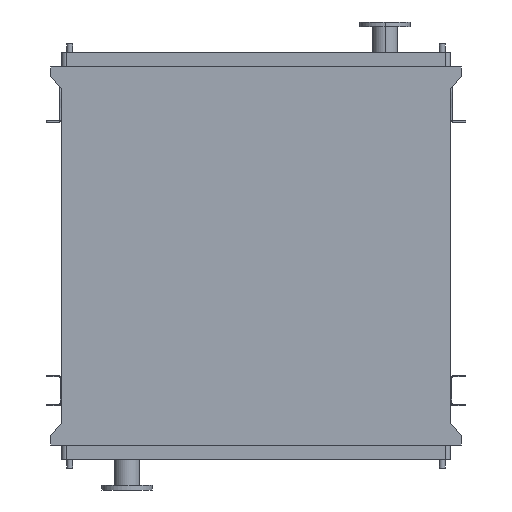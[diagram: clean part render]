
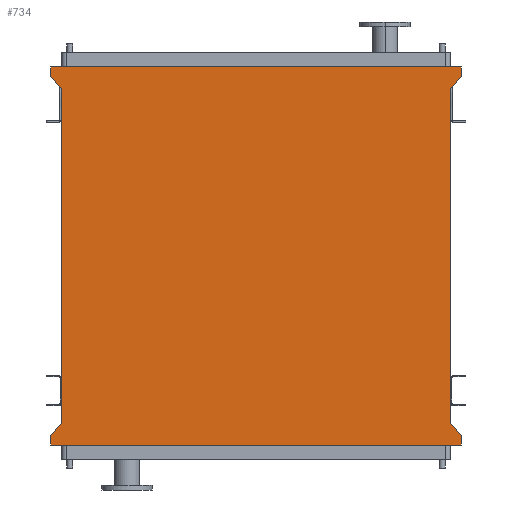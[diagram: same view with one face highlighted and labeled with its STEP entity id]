
A CAD part, front view. The second image highlights one B-rep face of the part: STEP entity #734.
In plain terms, the highlighted planar face has unit normal (0, -1, 0).
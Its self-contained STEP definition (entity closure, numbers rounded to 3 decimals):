
#20 = VERTEX_POINT ( 'NONE', #12914 ) ;
#181 = ORIENTED_EDGE ( 'NONE', *, *, #3651, .F. ) ;
#219 = VECTOR ( 'NONE', #4732, 1000. ) ;
#245 = EDGE_CURVE ( 'NONE', #9735, #2716, #3505, .T. ) ;
#442 = EDGE_CURVE ( 'NONE', #6184, #6411, #8267, .T. ) ;
#610 = VERTEX_POINT ( 'NONE', #2466 ) ;
#734 = ADVANCED_FACE ( 'NONE', ( #1384 ), #4561, .T. ) ;
#759 = VECTOR ( 'NONE', #8463, 1000. ) ;
#786 = VECTOR ( 'NONE', #5311, 1000. ) ;
#865 = CARTESIAN_POINT ( 'NONE',  ( 891., 0., -1503. ) ) ;
#1287 = CARTESIAN_POINT ( 'NONE',  ( 891., 0., 53. ) ) ;
#1384 = FACE_OUTER_BOUND ( 'NONE', #9179, .T. ) ;
#2119 = CARTESIAN_POINT ( 'NONE',  ( -845., 0., -1450. ) ) ;
#2131 = VECTOR ( 'NONE', #6487, 1000. ) ;
#2343 = LINE ( 'NONE', #5585, #219 ) ;
#2369 = CARTESIAN_POINT ( 'NONE',  ( 845., 0., -1450. ) ) ;
#2466 = CARTESIAN_POINT ( 'NONE',  ( -891., 0., 53. ) ) ;
#2637 = ORIENTED_EDGE ( 'NONE', *, *, #5262, .F. ) ;
#2716 = VERTEX_POINT ( 'NONE', #11616 ) ;
#3303 = VECTOR ( 'NONE', #3581, 1000. ) ;
#3316 = EDGE_CURVE ( 'NONE', #11546, #20, #2343, .T. ) ;
#3482 = LINE ( 'NONE', #6462, #8220 ) ;
#3505 = LINE ( 'NONE', #7861, #12746 ) ;
#3581 = DIRECTION ( 'NONE',  ( 1., 0., 0. ) ) ;
#3651 = EDGE_CURVE ( 'NONE', #5776, #9083, #3482, .T. ) ;
#3656 = DIRECTION ( 'NONE',  ( 0., 0., 1. ) ) ;
#3783 = VECTOR ( 'NONE', #13529, 1000. ) ;
#4187 = CARTESIAN_POINT ( 'NONE',  ( 891., 0., -1545. ) ) ;
#4214 = LINE ( 'NONE', #11637, #5388 ) ;
#4314 = VECTOR ( 'NONE', #6072, 1000. ) ;
#4495 = ORIENTED_EDGE ( 'NONE', *, *, #3316, .F. ) ;
#4561 = PLANE ( 'NONE',  #4744 ) ;
#4732 = DIRECTION ( 'NONE',  ( 0., 0., 1. ) ) ;
#4744 = AXIS2_PLACEMENT_3D ( 'NONE', #9035, #13330, #5764 ) ;
#5262 = EDGE_CURVE ( 'NONE', #10987, #5776, #11537, .T. ) ;
#5311 = DIRECTION ( 'NONE',  ( 0.655, 0., 0.755 ) ) ;
#5366 = ORIENTED_EDGE ( 'NONE', *, *, #6683, .F. ) ;
#5388 = VECTOR ( 'NONE', #9490, 1000. ) ;
#5585 = CARTESIAN_POINT ( 'NONE',  ( -845., 0., -1450. ) ) ;
#5764 = DIRECTION ( 'NONE',  ( 0., 0., -1. ) ) ;
#5776 = VERTEX_POINT ( 'NONE', #13878 ) ;
#5810 = ORIENTED_EDGE ( 'NONE', *, *, #8824, .F. ) ;
#5849 = CARTESIAN_POINT ( 'NONE',  ( 891., 0., 53. ) ) ;
#6072 = DIRECTION ( 'NONE',  ( 0., 0., -1. ) ) ;
#6184 = VERTEX_POINT ( 'NONE', #9556 ) ;
#6203 = EDGE_CURVE ( 'NONE', #20, #610, #4214, .T. ) ;
#6411 = VERTEX_POINT ( 'NONE', #5849 ) ;
#6462 = CARTESIAN_POINT ( 'NONE',  ( -891., 0., -1545. ) ) ;
#6487 = DIRECTION ( 'NONE',  ( 0., 0., 1. ) ) ;
#6559 = CARTESIAN_POINT ( 'NONE',  ( -891., 0., -1503. ) ) ;
#6683 = EDGE_CURVE ( 'NONE', #9735, #10987, #7032, .T. ) ;
#6690 = CARTESIAN_POINT ( 'NONE',  ( -891., 0., 95. ) ) ;
#7022 = EDGE_CURVE ( 'NONE', #6411, #2716, #8864, .T. ) ;
#7032 = LINE ( 'NONE', #12245, #3783 ) ;
#7512 = ORIENTED_EDGE ( 'NONE', *, *, #245, .T. ) ;
#7663 = ORIENTED_EDGE ( 'NONE', *, *, #442, .F. ) ;
#7861 = CARTESIAN_POINT ( 'NONE',  ( 845., 0., -1450. ) ) ;
#8136 = CARTESIAN_POINT ( 'NONE',  ( -891., 0., 53. ) ) ;
#8220 = VECTOR ( 'NONE', #8730, 1000. ) ;
#8267 = LINE ( 'NONE', #12855, #4314 ) ;
#8463 = DIRECTION ( 'NONE',  ( 0., 0., -1. ) ) ;
#8730 = DIRECTION ( 'NONE',  ( -1., 0., 0. ) ) ;
#8824 = EDGE_CURVE ( 'NONE', #10254, #11546, #9422, .T. ) ;
#8864 = LINE ( 'NONE', #1287, #12216 ) ;
#8918 = LINE ( 'NONE', #12294, #3303 ) ;
#8959 = VECTOR ( 'NONE', #11479, 1000. ) ;
#9035 = CARTESIAN_POINT ( 'NONE',  ( -845., 0., -1450. ) ) ;
#9083 = VERTEX_POINT ( 'NONE', #13861 ) ;
#9179 = EDGE_LOOP ( 'NONE', ( #7512, #12870, #7663, #10821, #9264, #10462, #4495, #5810, #13769, #181, #2637, #5366 ) ) ;
#9236 = VERTEX_POINT ( 'NONE', #6690 ) ;
#9240 = EDGE_CURVE ( 'NONE', #9083, #10254, #9822, .T. ) ;
#9264 = ORIENTED_EDGE ( 'NONE', *, *, #10250, .F. ) ;
#9277 = LINE ( 'NONE', #8136, #8959 ) ;
#9422 = LINE ( 'NONE', #9498, #786 ) ;
#9490 = DIRECTION ( 'NONE',  ( -0.655, 0., 0.755 ) ) ;
#9498 = CARTESIAN_POINT ( 'NONE',  ( -845., 0., -1450. ) ) ;
#9556 = CARTESIAN_POINT ( 'NONE',  ( 891., 0., 95. ) ) ;
#9735 = VERTEX_POINT ( 'NONE', #2369 ) ;
#9822 = LINE ( 'NONE', #6559, #2131 ) ;
#9854 = DIRECTION ( 'NONE',  ( -0.655, 0., -0.755 ) ) ;
#10250 = EDGE_CURVE ( 'NONE', #610, #9236, #9277, .T. ) ;
#10254 = VERTEX_POINT ( 'NONE', #12287 ) ;
#10462 = ORIENTED_EDGE ( 'NONE', *, *, #6203, .F. ) ;
#10821 = ORIENTED_EDGE ( 'NONE', *, *, #11309, .F. ) ;
#10987 = VERTEX_POINT ( 'NONE', #865 ) ;
#11309 = EDGE_CURVE ( 'NONE', #9236, #6184, #8918, .T. ) ;
#11479 = DIRECTION ( 'NONE',  ( 0., 0., 1. ) ) ;
#11537 = LINE ( 'NONE', #4187, #759 ) ;
#11546 = VERTEX_POINT ( 'NONE', #2119 ) ;
#11616 = CARTESIAN_POINT ( 'NONE',  ( 845., 0., 0. ) ) ;
#11637 = CARTESIAN_POINT ( 'NONE',  ( -845., 0., 0. ) ) ;
#12216 = VECTOR ( 'NONE', #9854, 1000. ) ;
#12245 = CARTESIAN_POINT ( 'NONE',  ( 891., 0., -1503. ) ) ;
#12287 = CARTESIAN_POINT ( 'NONE',  ( -891., 0., -1503. ) ) ;
#12294 = CARTESIAN_POINT ( 'NONE',  ( -891., 0., 95. ) ) ;
#12746 = VECTOR ( 'NONE', #3656, 1000. ) ;
#12855 = CARTESIAN_POINT ( 'NONE',  ( 891., 0., 95. ) ) ;
#12870 = ORIENTED_EDGE ( 'NONE', *, *, #7022, .F. ) ;
#12914 = CARTESIAN_POINT ( 'NONE',  ( -845., 0., 0. ) ) ;
#13330 = DIRECTION ( 'NONE',  ( 0., -1., 0. ) ) ;
#13529 = DIRECTION ( 'NONE',  ( 0.655, 0., -0.755 ) ) ;
#13769 = ORIENTED_EDGE ( 'NONE', *, *, #9240, .F. ) ;
#13861 = CARTESIAN_POINT ( 'NONE',  ( -891., 0., -1545. ) ) ;
#13878 = CARTESIAN_POINT ( 'NONE',  ( 891., 0., -1545. ) ) ;
